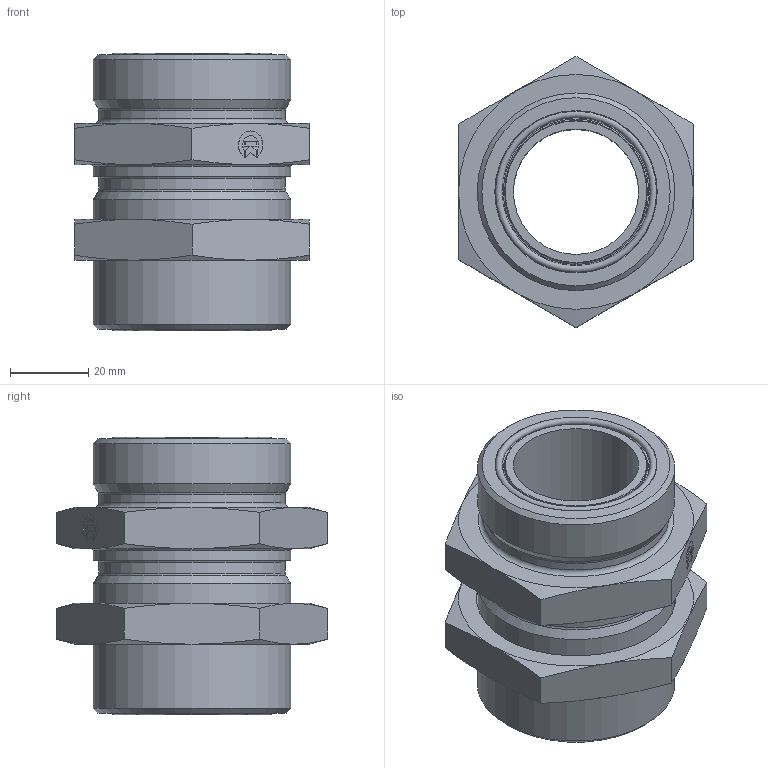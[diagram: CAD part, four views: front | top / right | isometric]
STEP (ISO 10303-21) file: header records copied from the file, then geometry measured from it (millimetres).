
FILE_DESCRIPTION((''),'2;1');
FILE_NAME('2031232Vi.stp','2015-01-12T13:08:57',(''),('KNOMI spol. s r. o.'),'Autodesk Inventor 2012','Autodesk Inventor 2012','');
FILE_SCHEMA(('AUTOMOTIVE_DESIGN { 1 2 10303 214 0 1 1 1 }'));
Length unit declared in the file: millimetre
Products named in the file (5): POSPMXO 38 (-24) Vi 2-12 / 2-12 (WWW); POSP; 2031432; 603782017890; 34043216
Assembly tree (5 placements, depth 3):
  POSPMXO 38 (-24) Vi 2-12 / 2-12 (WWW)
    POSP
      2031432
      603782017890  x2
    34043216
Bounding box: 60 x 69.28 x 70.82 mm (x, y, z)
Volume: 105476 mm3; surface area: 30992.8 mm2
Topology: 4 solids, 4 shells, 113 faces, 253 edges, 155 vertices
Faces by surface type: plane 53, cone 30, torus 15, cylinder 15
Full cylindrical faces by diameter (mm): 32 x1, 36.47 x2, 41.17 x2, 47.65 x2, 48.514 x1, 50.47 x3
Entity records: 3021 total; most frequent: CARTESIAN_POINT 581, DIRECTION 484, ORIENTED_EDGE 430, EDGE_CURVE 215, AXIS2_PLACEMENT_3D 195, EDGE_LOOP 157, VERTEX_POINT 148, FACE_OUTER_BOUND 112
